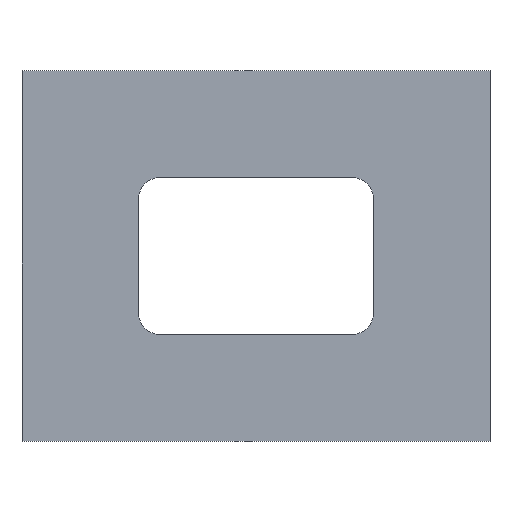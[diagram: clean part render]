
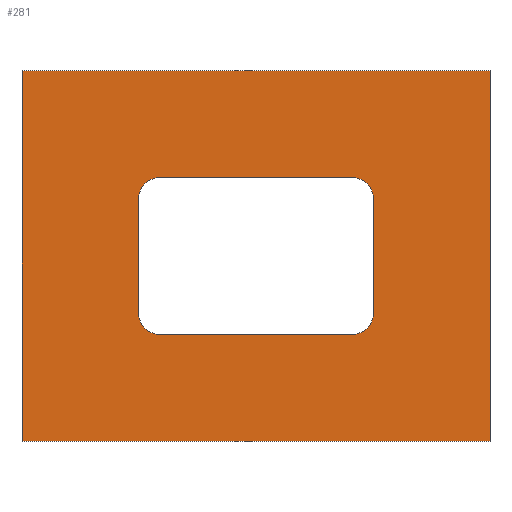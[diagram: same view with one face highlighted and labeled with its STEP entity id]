
A CAD part, top view. The second image highlights one B-rep face of the part: STEP entity #281.
In plain terms, the highlighted planar face has unit normal (0, 0, 1).
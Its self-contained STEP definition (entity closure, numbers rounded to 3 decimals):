
#12=FACE_BOUND($,#50,.T.);
#13=FACE_BOUND($,#51,.T.);
#24=PLANE($,#306);
#50=EDGE_LOOP($,(#226,#227,#228,#229,#230,#231,#232,#233));
#51=EDGE_LOOP($,(#234,#235,#236,#237));
#56=LINE($,#394,#84);
#60=LINE($,#406,#88);
#64=LINE($,#418,#92);
#68=LINE($,#429,#96);
#70=LINE($,#434,#98);
#74=LINE($,#442,#102);
#77=LINE($,#448,#105);
#80=LINE($,#453,#108);
#84=VECTOR($,#320,57.);
#88=VECTOR($,#332,97.);
#92=VECTOR($,#344,57.);
#96=VECTOR($,#356,97.);
#98=VECTOR($,#360,190.);
#102=VECTOR($,#366,240.);
#105=VECTOR($,#371,190.);
#108=VECTOR($,#376,240.);
#110=CIRCLE($,#287,12.);
#112=CIRCLE($,#291,12.);
#114=CIRCLE($,#295,12.);
#116=CIRCLE($,#299,12.);
#118=VERTEX_POINT($,#384);
#119=VERTEX_POINT($,#385);
#122=VERTEX_POINT($,#393);
#124=VERTEX_POINT($,#399);
#126=VERTEX_POINT($,#405);
#128=VERTEX_POINT($,#411);
#130=VERTEX_POINT($,#417);
#132=VERTEX_POINT($,#423);
#134=VERTEX_POINT($,#432);
#135=VERTEX_POINT($,#433);
#138=VERTEX_POINT($,#441);
#140=VERTEX_POINT($,#447);
#142=EDGE_CURVE($,#118,#119,#110,.T.);
#146=EDGE_CURVE($,#119,#122,#56,.T.);
#149=EDGE_CURVE($,#122,#124,#112,.T.);
#152=EDGE_CURVE($,#124,#126,#60,.T.);
#155=EDGE_CURVE($,#126,#128,#114,.T.);
#158=EDGE_CURVE($,#128,#130,#64,.T.);
#161=EDGE_CURVE($,#130,#132,#116,.T.);
#164=EDGE_CURVE($,#132,#118,#68,.T.);
#166=EDGE_CURVE($,#134,#135,#70,.T.);
#170=EDGE_CURVE($,#135,#138,#74,.T.);
#173=EDGE_CURVE($,#138,#140,#77,.T.);
#176=EDGE_CURVE($,#140,#134,#80,.T.);
#226=ORIENTED_EDGE($,*,*,#142,.T.);
#227=ORIENTED_EDGE($,*,*,#146,.T.);
#228=ORIENTED_EDGE($,*,*,#149,.T.);
#229=ORIENTED_EDGE($,*,*,#152,.T.);
#230=ORIENTED_EDGE($,*,*,#155,.T.);
#231=ORIENTED_EDGE($,*,*,#158,.T.);
#232=ORIENTED_EDGE($,*,*,#161,.T.);
#233=ORIENTED_EDGE($,*,*,#164,.T.);
#234=ORIENTED_EDGE($,*,*,#166,.F.);
#235=ORIENTED_EDGE($,*,*,#176,.F.);
#236=ORIENTED_EDGE($,*,*,#173,.F.);
#237=ORIENTED_EDGE($,*,*,#170,.F.);
#281=ADVANCED_FACE($,(#12,#13),#24,.T.);
#287=AXIS2_PLACEMENT_3D($,#386,#312,#313);
#291=AXIS2_PLACEMENT_3D($,#400,#325,#326);
#295=AXIS2_PLACEMENT_3D($,#412,#337,#338);
#299=AXIS2_PLACEMENT_3D($,#424,#349,#350);
#306=AXIS2_PLACEMENT_3D($,#455,#378,#379);
#312=DIRECTION('center_axis',(0.,0.,-1.));
#313=DIRECTION('ref_axis',(-1.,0.,0.));
#320=DIRECTION($,(0.,-1.,0.));
#325=DIRECTION('center_axis',(0.,0.,-1.));
#326=DIRECTION('ref_axis',(0.,1.,0.));
#332=DIRECTION($,(-1.,0.,0.));
#337=DIRECTION('center_axis',(0.,0.,-1.));
#338=DIRECTION('ref_axis',(1.,0.,0.));
#344=DIRECTION($,(0.,1.,0.));
#349=DIRECTION('center_axis',(0.,0.,-1.));
#350=DIRECTION('ref_axis',(0.,-1.,0.));
#356=DIRECTION($,(1.,0.,0.));
#360=DIRECTION($,(0.,-1.,0.));
#366=DIRECTION($,(-1.,0.,0.));
#371=DIRECTION($,(0.,1.,0.));
#376=DIRECTION($,(1.,0.,0.));
#378=DIRECTION('center_axis',(0.,0.,1.));
#379=DIRECTION('ref_axis',(1.,0.,0.));
#384=CARTESIAN_POINT('',(151.538,-35.684,6.));
#385=CARTESIAN_POINT('',(163.538,-47.684,6.));
#386=CARTESIAN_POINT('Origin',(151.538,-47.684,6.));
#393=CARTESIAN_POINT('',(163.538,-104.684,6.));
#394=CARTESIAN_POINT($,(163.538,-61.934,6.));
#399=CARTESIAN_POINT('',(151.538,-116.684,6.));
#400=CARTESIAN_POINT('Origin',(151.538,-104.684,6.));
#405=CARTESIAN_POINT('',(54.538,-116.684,6.));
#406=CARTESIAN_POINT($,(127.288,-116.684,6.));
#411=CARTESIAN_POINT('',(42.538,-104.684,6.));
#412=CARTESIAN_POINT('Origin',(54.538,-104.684,6.));
#417=CARTESIAN_POINT('',(42.538,-47.684,6.));
#418=CARTESIAN_POINT($,(42.538,-90.434,6.));
#423=CARTESIAN_POINT('',(54.538,-35.684,6.));
#424=CARTESIAN_POINT('Origin',(54.538,-47.684,6.));
#429=CARTESIAN_POINT($,(78.788,-35.684,6.));
#432=CARTESIAN_POINT('',(223.038,18.816,6.));
#433=CARTESIAN_POINT('',(223.038,-171.184,6.));
#434=CARTESIAN_POINT($,(223.038,18.816,6.));
#441=CARTESIAN_POINT('',(-16.962,-171.184,6.));
#442=CARTESIAN_POINT($,(223.038,-171.184,6.));
#447=CARTESIAN_POINT('',(-16.962,18.816,6.));
#448=CARTESIAN_POINT($,(-16.962,-171.184,6.));
#453=CARTESIAN_POINT($,(-16.962,18.816,6.));
#455=CARTESIAN_POINT('Origin',(103.038,-76.184,6.));
